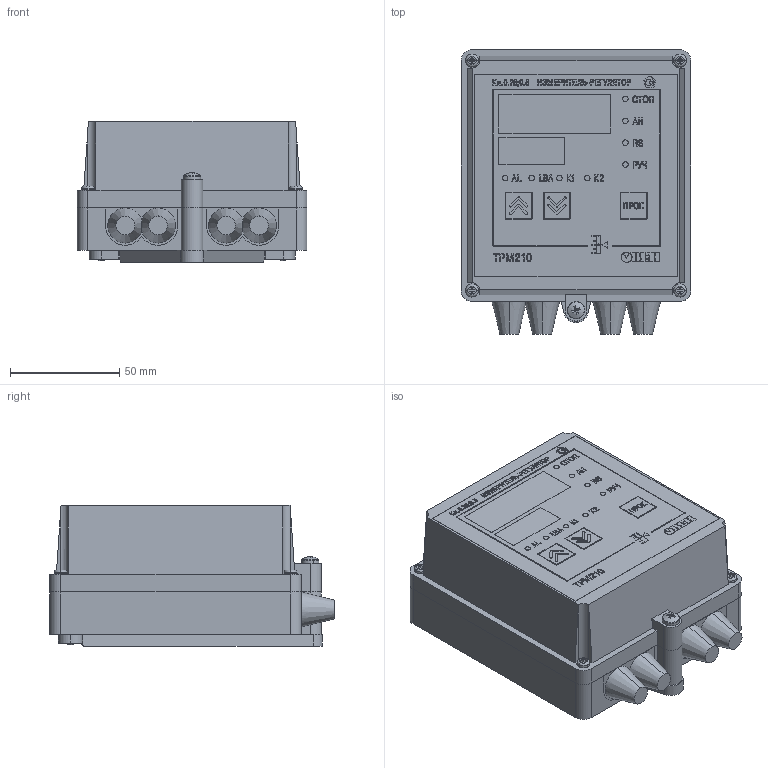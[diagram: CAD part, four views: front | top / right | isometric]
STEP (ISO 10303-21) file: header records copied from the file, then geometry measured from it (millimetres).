
FILE_DESCRIPTION (( 'STEP AP214' ), '1' );
FILE_NAME ('3D Ìîäåëü ÒÐÌ210-Í.ÕÕ.STEP', '2016-01-11T12:46:28', ( '' ), ( '' ), 'SwSTEP 2.0', 'SolidWorks 2014', '' );
FILE_SCHEMA (( 'AUTOMOTIVE_DESIGN' ));
Length unit declared in the file: millimetre
Products named in the file (12): 砑鳧罻; ч蜱齁膱; Êîðïóñ Í_íèç; 扻豵鵨 狉瞂贂; 3D Ìîäåëü ÒÐÌ210-Í.ÕÕ; ﾊ煇鳫; Ãàéêà ÃÎÑÒ 5927_ƒ ©ª  Œ4.5.019 ƒŽ‘’ 5927; Ïàíåëü ëèöåâàÿ ÒÐÌ210-Í; 睯艜 膴樖樉; 鎔艜_B18.6.7M - M4 x 0.7 x 40 Type I Cross Recessed PHMS --40N; 鎔艜 襞旂 17473_M4x10
Assembly tree (16 placements, depth 3):
  3D Ìîäåëü ÒÐÌ210-Í.ÕÕ
    扻豵鵨 狉瞂贂
    Êîðïóñ Í_íèç
    ч蜱齁膱  x2
    砑鳧罻
    鎔艜 襞旂 17473_M4x10  x2
    鎔艜_B18.6.7M - M4 x 0.7 x 40 Type I Cross Recessed PHMS --40N
    睯艜 膴樖樉  x4
    Ïàíåëü ëèöåâàÿ ÒÐÌ210-Í
    ﾊ煇鳫
      ﾊ煇鳫
      Ãàéêà ÃÎÑÒ 5927_ƒ ©ª  Œ4.5.019 ƒŽ‘’ 5927
Bounding box: 105 x 130 x 64.6 mm (x, y, z)
Volume: 152721.1 mm3; surface area: 130829.5 mm2
Topology: 15 solids, 15 shells, 1562 faces, 4123 edges, 2734 vertices
Faces by surface type: plane 1000, bspline 389, cylinder 125, cone 24, torus 20, sphere 4
Entity records: 60907 total; most frequent: CARTESIAN_POINT 13459, ORIENTED_EDGE 7698, DIRECTION 5418, EDGE_CURVE 3849, VECTOR 2712, LINE 2712, VERTEX_POINT 2558, EDGE_LOOP 1615
